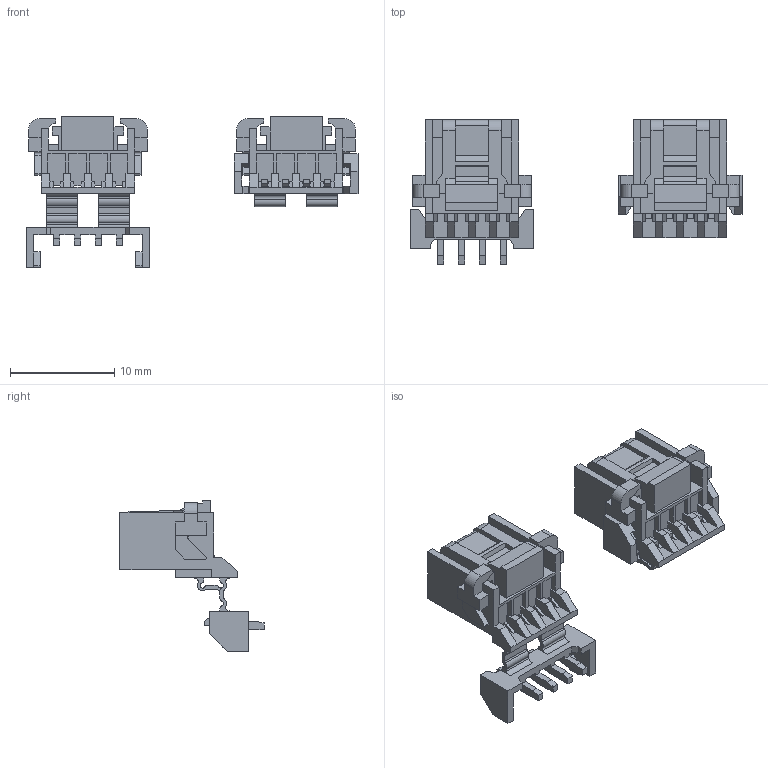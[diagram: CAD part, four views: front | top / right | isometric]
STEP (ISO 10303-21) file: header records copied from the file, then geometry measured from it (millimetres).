
FILE_DESCRIPTION(/* description */ (''),/* implementation_level */ '2;1');
FILE_NAME(/* name */ '2059792041wbm000_02_214.stp',/* time_stamp */ '2023-09-28T18:30:54+05:00',/* author */ (''),/* organization */ (''),/* preprocessor_version */ 'ST-DEVELOPER v16.7',/* originating_system */ 'SIEMENS PLM Software NX 1919',/* authorisation */ '');
FILE_SCHEMA (('AUTOMOTIVE_DESIGN { 1 0 10303 214 3 1 1 1 }'));
Length unit declared in the file: millimetre
Products named in the file (1): 2059792041wbm000_02
Bounding box: 31.9 x 13.85 x 14.48 mm (x, y, z)
Volume: 998.5 mm3; surface area: 1621.7 mm2
Topology: 2 solids, 2 shells, 620 faces, 1856 edges, 1232 vertices
Faces by surface type: plane 528, cylinder 92
Entity records: 20692 total; most frequent: ORIENTED_EDGE 3712, CARTESIAN_POINT 3709, DIRECTION 3284, EDGE_CURVE 1856, LINE 1670, VECTOR 1670, VERTEX_POINT 1232, AXIS2_PLACEMENT_3D 807
